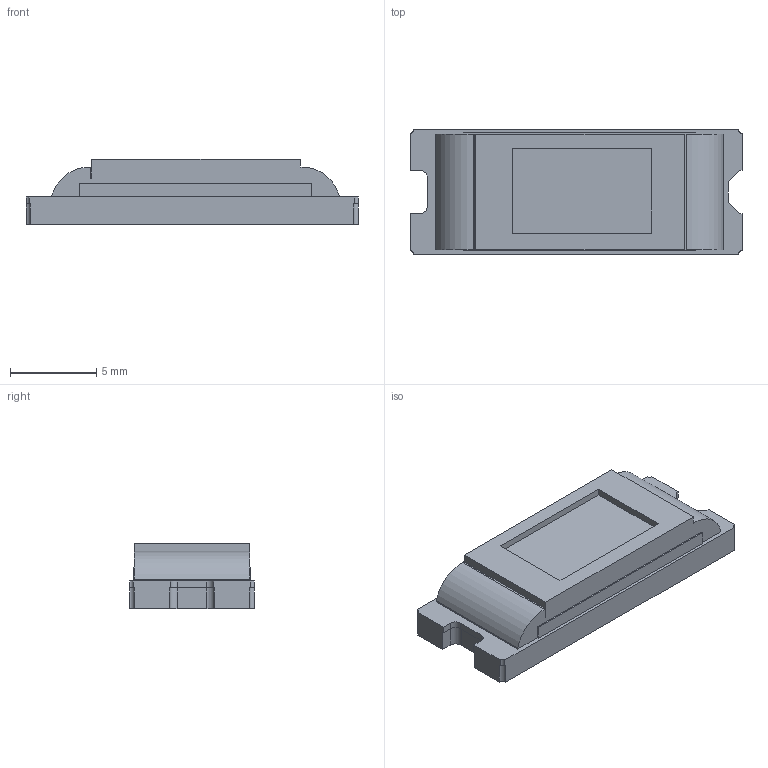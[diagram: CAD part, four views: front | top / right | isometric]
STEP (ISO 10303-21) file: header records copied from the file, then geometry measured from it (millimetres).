
FILE_DESCRIPTION(('FreeCAD Model'),'2;1');
FILE_NAME( 'DLP3310.step', '2019-06-08T22:17:29',('kicad StepUp'),('ksu MCAD'), 'Open CASCADE STEP processor 7.3','FreeCAD','Unknown');
FILE_SCHEMA(('AUTOMOTIVE_DESIGN { 1 0 10303 214 1 1 1 1 }'));
Length unit declared in the file: millimetre
Products named in the file (1): DLP3310
Bounding box: 19.25 x 7.2 x 3.79 mm (x, y, z)
Volume: 407.7 mm3; surface area: 546.1 mm2
Topology: 1 solids, 2 shells, 562 faces, 1383 edges, 922 vertices
Faces by surface type: plane 536, cylinder 26
Entity records: 38309 total; most frequent: CARTESIAN_POINT 5884, DIRECTION 5272, LINE 4029, VECTOR 4029, ORIENTED_EDGE 2766, PCURVE 2766, DEFINITIONAL_REPRESENTATION 2766, EDGE_CURVE 1383
